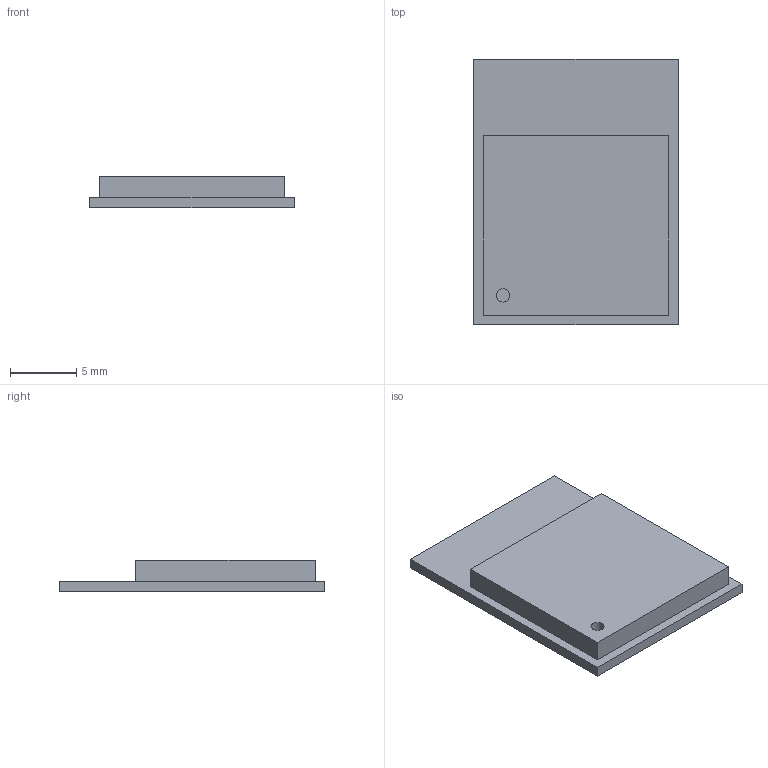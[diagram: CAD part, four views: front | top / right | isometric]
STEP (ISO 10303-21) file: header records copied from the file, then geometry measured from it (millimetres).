
FILE_DESCRIPTION(('FreeCAD Model'),'2;1');
FILE_NAME('Open CASCADE Shape Model','2021-07-24T16:27:45',( 'kicad StepUp'),('ksu MCAD'),'Open CASCADE STEP processor 7.4', 'FreeCAD','Unknown');
FILE_SCHEMA(('AUTOMOTIVE_DESIGN { 1 0 10303 214 1 1 1 1 }'));
Length unit declared in the file: millimetre
Products named in the file (1): TopPads_fd
Bounding box: 15.4 x 20 x 2.41 mm (x, y, z)
Volume: 549 mm3; surface area: 767.8 mm2
Topology: 1 solids, 1 shells, 378 faces, 903 edges, 602 vertices
Faces by surface type: plane 377, cylinder 1
Full cylindrical faces by diameter (mm): 1 x1
Entity records: 10823 total; most frequent: CARTESIAN_POINT 1884, ORIENTED_EDGE 1806, DIRECTION 1663, EDGE_CURVE 903, LINE 901, VECTOR 901, VERTEX_POINT 602, FACE_BOUND 453
